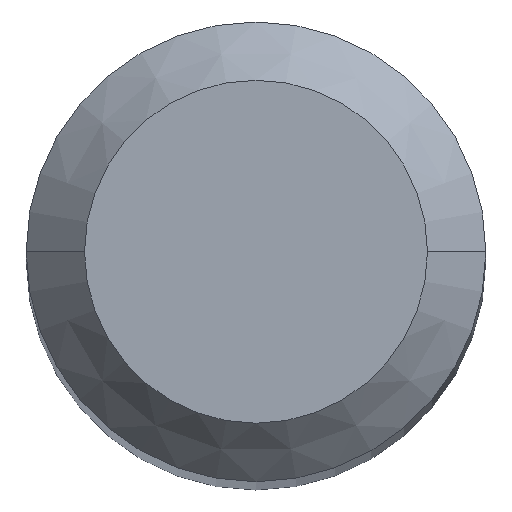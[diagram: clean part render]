
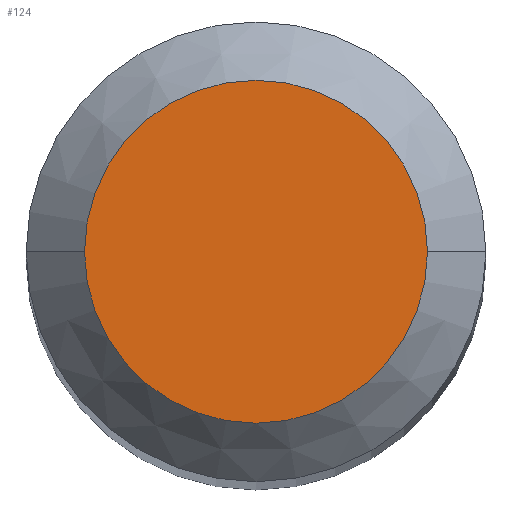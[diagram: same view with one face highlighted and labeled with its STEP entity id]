
A CAD part, top view. The second image highlights one B-rep face of the part: STEP entity #124.
In plain terms, the highlighted planar face has unit normal (0, 0, 1).
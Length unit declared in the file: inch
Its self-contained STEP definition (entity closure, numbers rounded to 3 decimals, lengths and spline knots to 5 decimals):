
#36 = AXIS2_PLACEMENT_3D ( 'NONE', #419, #175, #272 ) ;
#52 = EDGE_CURVE ( 'NONE', #104, #209, #373, .T. ) ;
#63 = DIRECTION ( 'NONE',  ( -1., 0., 0. ) ) ;
#82 = DIRECTION ( 'NONE',  ( 1., 0., 0. ) ) ;
#89 = CARTESIAN_POINT ( 'NONE',  ( 0., 0., 0. ) ) ;
#91 = CARTESIAN_POINT ( 'NONE',  ( 0.04405, 0., 0. ) ) ;
#104 = VERTEX_POINT ( 'NONE', #399 ) ;
#110 = AXIS2_PLACEMENT_3D ( 'NONE', #237, #447, #63 ) ;
#124 = ADVANCED_FACE ( 'NONE', ( #440 ), #344, .F. ) ;
#125 = AXIS2_PLACEMENT_3D ( 'NONE', #89, #225, #82 ) ;
#175 = DIRECTION ( 'NONE',  ( 0., 0., 1. ) ) ;
#209 = VERTEX_POINT ( 'NONE', #91 ) ;
#225 = DIRECTION ( 'NONE',  ( 0., 0., 1. ) ) ;
#237 = CARTESIAN_POINT ( 'NONE',  ( 0., 0.04405, 0. ) ) ;
#244 = EDGE_LOOP ( 'NONE', ( #278, #394 ) ) ;
#272 = DIRECTION ( 'NONE',  ( 1., 0., 0. ) ) ;
#278 = ORIENTED_EDGE ( 'NONE', *, *, #52, .T. ) ;
#285 = CIRCLE ( 'NONE', #36, 0.04405 ) ;
#344 = PLANE ( 'NONE',  #110 ) ;
#359 = EDGE_CURVE ( 'NONE', #209, #104, #285, .T. ) ;
#373 = CIRCLE ( 'NONE', #125, 0.04405 ) ;
#394 = ORIENTED_EDGE ( 'NONE', *, *, #359, .T. ) ;
#399 = CARTESIAN_POINT ( 'NONE',  ( -0.04405, 0., 0. ) ) ;
#419 = CARTESIAN_POINT ( 'NONE',  ( 0., 0., 0. ) ) ;
#440 = FACE_OUTER_BOUND ( 'NONE', #244, .T. ) ;
#447 = DIRECTION ( 'NONE',  ( 0., 0., -1. ) ) ;
